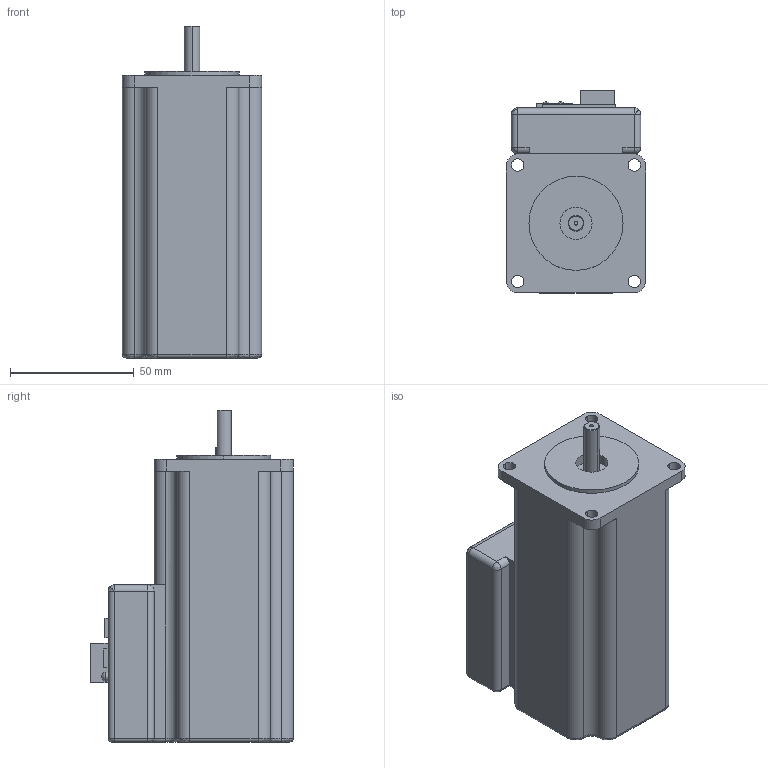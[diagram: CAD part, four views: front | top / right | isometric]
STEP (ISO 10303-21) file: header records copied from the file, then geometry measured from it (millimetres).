
FILE_DESCRIPTION (( 'STEP AP214' ), '1' );
FILE_NAME ('STP-MTRD-23065RE.STEP', '2018-10-30T19:34:27', ( '' ), ( '' ), 'SwSTEP 2.0', 'SolidWorks 2018', '' );
FILE_SCHEMA (( 'AUTOMOTIVE_DESIGN' ));
Length unit declared in the file: centimetre
Products named in the file (1): STP-MTRD-23065RE
Bounding box: 56.4 x 82.05 x 134.4 mm (x, y, z)
Volume: 387213.7 mm3; surface area: 37800.2 mm2
Topology: 1 solids, 1 shells, 140 faces, 350 edges, 216 vertices
Faces by surface type: plane 58, cylinder 55, bspline 24, cone 3
Entity records: 4635 total; most frequent: CARTESIAN_POINT 1330, ORIENTED_EDGE 688, DIRECTION 681, EDGE_CURVE 344, AXIS2_PLACEMENT_3D 245, VERTEX_POINT 216, LINE 191, VECTOR 191
